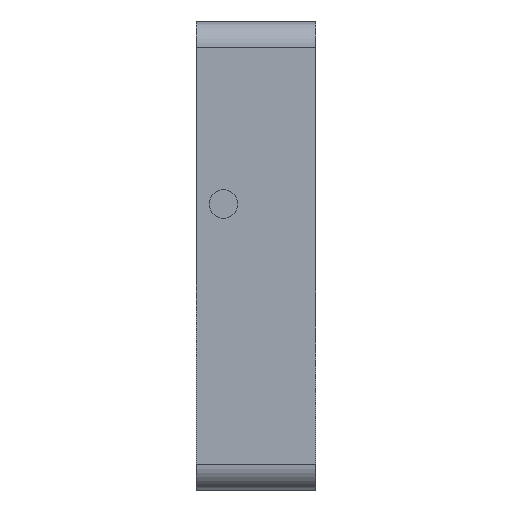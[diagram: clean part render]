
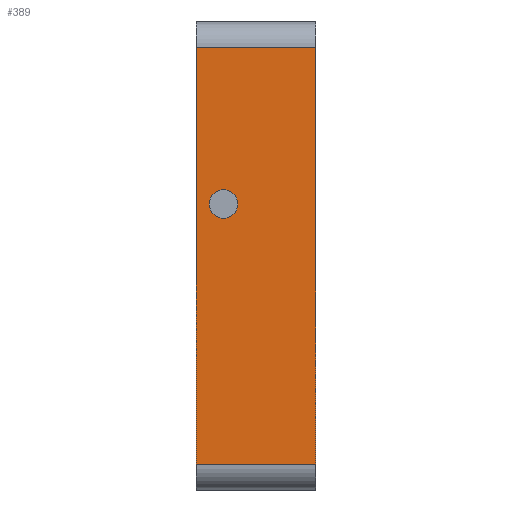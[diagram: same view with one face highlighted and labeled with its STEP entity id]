
A CAD part, left-side view. The second image highlights one B-rep face of the part: STEP entity #389.
In plain terms, the highlighted planar face has unit normal (-1, 0, 0).
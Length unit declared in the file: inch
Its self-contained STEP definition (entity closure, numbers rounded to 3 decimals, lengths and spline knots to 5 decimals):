
#3 = ORIENTED_EDGE ( 'NONE', *, *, #141, .T. ) ;
#5 = AXIS2_PLACEMENT_3D ( 'NONE', #239, #51, #712 ) ;
#25 = DIRECTION ( 'NONE',  ( 0., 0., -1. ) ) ;
#31 = CARTESIAN_POINT ( 'NONE',  ( 0., 0., 0.1 ) ) ;
#33 = LINE ( 'NONE', #778, #1234 ) ;
#51 = DIRECTION ( 'NONE',  ( -1., 0., 0. ) ) ;
#66 = VECTOR ( 'NONE', #214, 39.37008 ) ;
#74 = ORIENTED_EDGE ( 'NONE', *, *, #233, .F. ) ;
#75 = CARTESIAN_POINT ( 'NONE',  ( 0., 0.355, 1.1 ) ) ;
#97 = ORIENTED_EDGE ( 'NONE', *, *, #1016, .F. ) ;
#105 = VERTEX_POINT ( 'NONE', #31 ) ;
#107 = DIRECTION ( 'NONE',  ( 0., -1., 0. ) ) ;
#141 = EDGE_CURVE ( 'NONE', #105, #504, #895, .T. ) ;
#188 = VECTOR ( 'NONE', #1062, 39.37008 ) ;
#209 = ORIENTED_EDGE ( 'NONE', *, *, #833, .T. ) ;
#214 = DIRECTION ( 'NONE',  ( 0., 1., 0. ) ) ;
#233 = EDGE_CURVE ( 'NONE', #278, #494, #928, .T. ) ;
#239 = CARTESIAN_POINT ( 'NONE',  ( 0., 0.355, 1.1 ) ) ;
#249 = VERTEX_POINT ( 'NONE', #863 ) ;
#278 = VERTEX_POINT ( 'NONE', #1142 ) ;
#283 = DIRECTION ( 'NONE',  ( -1., 0., 0. ) ) ;
#290 = CARTESIAN_POINT ( 'NONE',  ( 0., 0.46, 0.1 ) ) ;
#307 = DIRECTION ( 'NONE',  ( 0., 0., 1. ) ) ;
#315 = FACE_OUTER_BOUND ( 'NONE', #431, .T. ) ;
#341 = CARTESIAN_POINT ( 'NONE',  ( 0., 0., 1.7 ) ) ;
#373 = EDGE_CURVE ( 'NONE', #504, #939, #1097, .T. ) ;
#389 = ADVANCED_FACE ( 'NONE', ( #1081, #315 ), #606, .F. ) ;
#426 = VECTOR ( 'NONE', #107, 39.37008 ) ;
#431 = EDGE_LOOP ( 'NONE', ( #3, #1161, #1182, #209 ) ) ;
#493 = CARTESIAN_POINT ( 'NONE',  ( 0., 0.46, 0. ) ) ;
#494 = VERTEX_POINT ( 'NONE', #631 ) ;
#498 = AXIS2_PLACEMENT_3D ( 'NONE', #75, #283, #642 ) ;
#504 = VERTEX_POINT ( 'NONE', #341 ) ;
#606 = PLANE ( 'NONE',  #948 ) ;
#631 = CARTESIAN_POINT ( 'NONE',  ( 0., 0.355, 1.155 ) ) ;
#642 = DIRECTION ( 'NONE',  ( 0., 0., 1. ) ) ;
#712 = DIRECTION ( 'NONE',  ( 0., 0., 1. ) ) ;
#778 = CARTESIAN_POINT ( 'NONE',  ( 0., 0.46, 0. ) ) ;
#833 = EDGE_CURVE ( 'NONE', #249, #105, #1163, .T. ) ;
#863 = CARTESIAN_POINT ( 'NONE',  ( 0., 0.46, 0.1 ) ) ;
#880 = EDGE_LOOP ( 'NONE', ( #97, #74 ) ) ;
#895 = LINE ( 'NONE', #1083, #188 ) ;
#897 = DIRECTION ( 'NONE',  ( 1., 0., 0. ) ) ;
#928 = CIRCLE ( 'NONE', #498, 0.055 ) ;
#939 = VERTEX_POINT ( 'NONE', #1187 ) ;
#948 = AXIS2_PLACEMENT_3D ( 'NONE', #493, #897, #25 ) ;
#967 = EDGE_CURVE ( 'NONE', #249, #939, #33, .T. ) ;
#1016 = EDGE_CURVE ( 'NONE', #494, #278, #1170, .T. ) ;
#1062 = DIRECTION ( 'NONE',  ( 0., 0., 1. ) ) ;
#1081 = FACE_BOUND ( 'NONE', #880, .T. ) ;
#1083 = CARTESIAN_POINT ( 'NONE',  ( 0., 0., 0. ) ) ;
#1087 = CARTESIAN_POINT ( 'NONE',  ( 0., 0.46, 1.7 ) ) ;
#1097 = LINE ( 'NONE', #1087, #66 ) ;
#1142 = CARTESIAN_POINT ( 'NONE',  ( 0., 0.355, 1.045 ) ) ;
#1161 = ORIENTED_EDGE ( 'NONE', *, *, #373, .T. ) ;
#1163 = LINE ( 'NONE', #290, #426 ) ;
#1170 = CIRCLE ( 'NONE', #5, 0.055 ) ;
#1182 = ORIENTED_EDGE ( 'NONE', *, *, #967, .F. ) ;
#1187 = CARTESIAN_POINT ( 'NONE',  ( 0., 0.46, 1.7 ) ) ;
#1234 = VECTOR ( 'NONE', #307, 39.37008 ) ;
